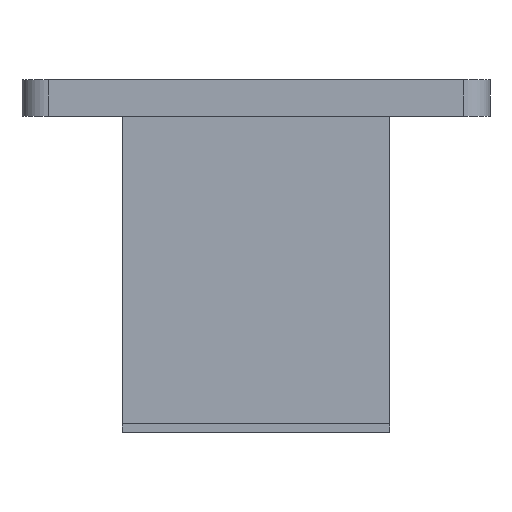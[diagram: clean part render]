
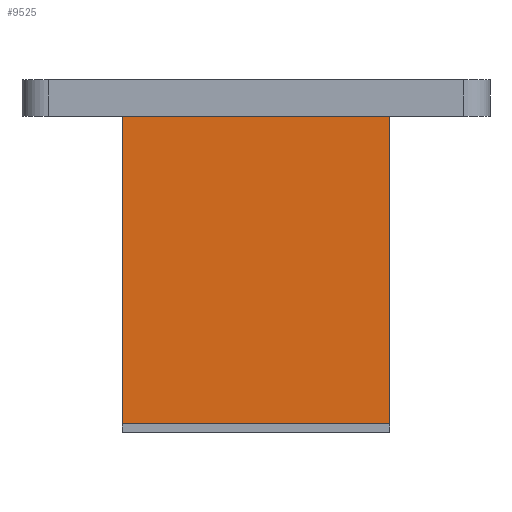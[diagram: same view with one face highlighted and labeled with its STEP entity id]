
A CAD part, front view. The second image highlights one B-rep face of the part: STEP entity #9525.
In plain terms, the highlighted planar face has unit normal (0, -1, 0).
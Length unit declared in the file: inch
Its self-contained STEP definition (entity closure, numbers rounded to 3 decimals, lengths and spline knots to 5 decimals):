
#153 = VECTOR ( 'NONE', #1103, 39.37008 ) ;
#175 = CARTESIAN_POINT ( 'NONE',  ( -1., -0.5, -2.6378 ) ) ;
#1103 = DIRECTION ( 'NONE',  ( 0., 0., 1. ) ) ;
#1764 = VERTEX_POINT ( 'NONE', #13057 ) ;
#2104 = CARTESIAN_POINT ( 'NONE',  ( -1., -0.5, -2.6378 ) ) ;
#2402 = EDGE_CURVE ( 'NONE', #8195, #4269, #14004, .T. ) ;
#2593 = PLANE ( 'NONE',  #6458 ) ;
#2688 = EDGE_CURVE ( 'NONE', #4027, #4269, #12583, .T. ) ;
#3301 = EDGE_CURVE ( 'NONE', #1764, #4027, #14410, .T. ) ;
#3348 = DIRECTION ( 'NONE',  ( 0., 0., 1. ) ) ;
#4027 = VERTEX_POINT ( 'NONE', #8789 ) ;
#4183 = DIRECTION ( 'NONE',  ( -1., 0., 0. ) ) ;
#4269 = VERTEX_POINT ( 'NONE', #5573 ) ;
#4920 = DIRECTION ( 'NONE',  ( 0., 0., -1. ) ) ;
#5364 = EDGE_LOOP ( 'NONE', ( #8989, #10755, #11761, #10813 ) ) ;
#5416 = CARTESIAN_POINT ( 'NONE',  ( 0., -0.5, -0.27559 ) ) ;
#5573 = CARTESIAN_POINT ( 'NONE',  ( -1., -0.5, -0.27559 ) ) ;
#6164 = DIRECTION ( 'NONE',  ( 0., -1., 0. ) ) ;
#6458 = AXIS2_PLACEMENT_3D ( 'NONE', #175, #6164, #4920 ) ;
#8195 = VERTEX_POINT ( 'NONE', #9815 ) ;
#8789 = CARTESIAN_POINT ( 'NONE',  ( 1., -0.5, -0.27559 ) ) ;
#8989 = ORIENTED_EDGE ( 'NONE', *, *, #2402, .F. ) ;
#9525 = ADVANCED_FACE ( 'NONE', ( #13252 ), #2593, .T. ) ;
#9596 = DIRECTION ( 'NONE',  ( 1., 0., 0. ) ) ;
#9815 = CARTESIAN_POINT ( 'NONE',  ( -1., -0.5, -2.5738 ) ) ;
#10214 = VECTOR ( 'NONE', #9596, 39.37008 ) ;
#10755 = ORIENTED_EDGE ( 'NONE', *, *, #13005, .T. ) ;
#10813 = ORIENTED_EDGE ( 'NONE', *, *, #2688, .T. ) ;
#11148 = VECTOR ( 'NONE', #4183, 39.37008 ) ;
#11761 = ORIENTED_EDGE ( 'NONE', *, *, #3301, .T. ) ;
#12583 = LINE ( 'NONE', #5416, #11148 ) ;
#13005 = EDGE_CURVE ( 'NONE', #8195, #1764, #13105, .T. ) ;
#13057 = CARTESIAN_POINT ( 'NONE',  ( 1., -0.5, -2.5738 ) ) ;
#13105 = LINE ( 'NONE', #14264, #10214 ) ;
#13252 = FACE_OUTER_BOUND ( 'NONE', #5364, .T. ) ;
#13386 = VECTOR ( 'NONE', #3348, 39.37008 ) ;
#14004 = LINE ( 'NONE', #2104, #13386 ) ;
#14264 = CARTESIAN_POINT ( 'NONE',  ( -1., -0.5, -2.5738 ) ) ;
#14410 = LINE ( 'NONE', #15255, #153 ) ;
#15255 = CARTESIAN_POINT ( 'NONE',  ( 1., -0.5, -2.6378 ) ) ;
